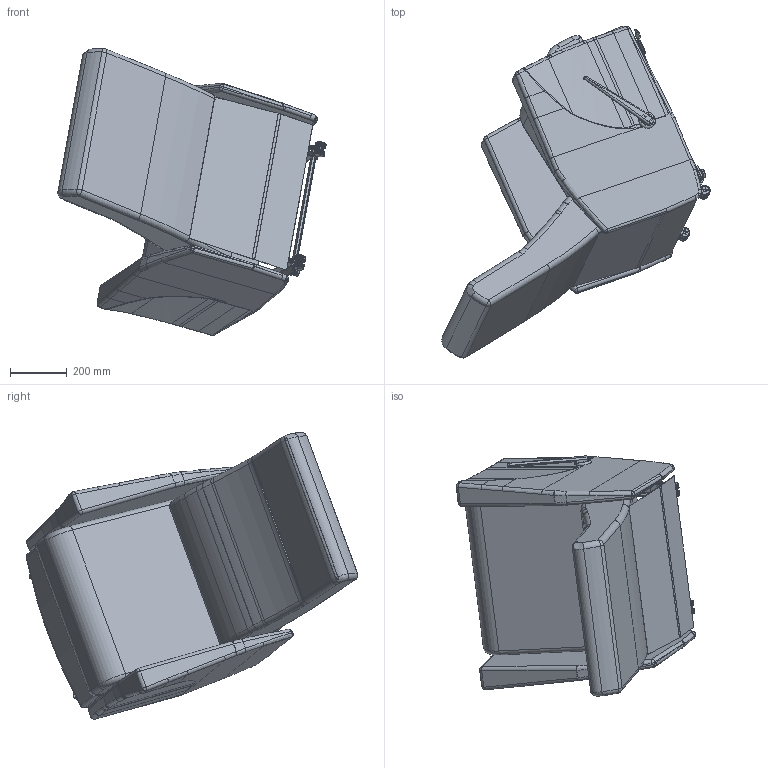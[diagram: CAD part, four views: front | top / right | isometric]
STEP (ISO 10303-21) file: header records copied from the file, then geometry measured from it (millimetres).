
FILE_DESCRIPTION(/* description */ (''),/* implementation_level */ '2;1');
FILE_NAME(/* name */ 'K8004.stp',/* time_stamp */ '2018-06-11T15:06:38-04:00',/* author */ ('emehringer'),/* organization */ (''),/* preprocessor_version */ 'ST-DEVELOPER v16.13',/* originating_system */ 'Autodesk Inventor 2018',/* authorisation */ '');
FILE_SCHEMA (('AUTOMOTIVE_DESIGN { 1 0 10303 214 3 1 1 }'));
Length unit declared in the file: inch
Products named in the file (18): K8004; K9004 ARMS; K9004 SF; K9004 ARMS_MIR; K9004-70; MECH 9004 (generic); WALL RAIL EXT; CAST CAR 37MM; 516-18 X .5 THREADED STEM; 37MM TWIN WHEEL CASTER WHEEL; 5/16X.18 LK NUT; 1304 CASTER PLT; RAILEX-1 18.438 generic; CROC STOP; 3420370000 generic; HANDLE 3/4 BLK; E3010 UBACK FLAP; UBACK R1304A
Assembly tree (24 placements, depth 4):
  K8004
    K9004 ARMS
    K9004 SF
    K9004 ARMS_MIR
    K9004-70
    MECH 9004 (generic)
      WALL RAIL EXT  x2
      CAST CAR 37MM  x2
        516-18 X .5 THREADED STEM
        37MM TWIN WHEEL CASTER WHEEL
      5/16X.18 LK NUT  x2
      1304 CASTER PLT  x2
      RAILEX-1 18.438 generic  x2
      CROC STOP  x2
      3420370000 generic  x2
    HANDLE 3/4 BLK
    E3010 UBACK FLAP
    UBACK R1304A
Bounding box: 942.27 x 1165.9 x 1007.7 mm (x, y, z)
Volume: 153789896.3 mm3; surface area: 4624329.9 mm2
Topology: 27 solids, 29 shells, 1420 faces, 3697 edges, 2333 vertices
Faces by surface type: plane 701, cylinder 430, bspline 189, torus 43, cone 31, sphere 26
Full cylindrical faces by diameter (mm): 5.334 x1, 6.401 x4, 7.112 x4, 7.137 x2, 7.175 x2, 7.874 x4, 7.925 x2, 8.636 x4, 8.89 x10, 9.525 x2, 9.541 x1, 10.16 x4, 10.668 x4, 12.7 x2, 20.498 x2, 37.084 x4, 42.037 x1, 60.325 x1
Entity records: 35780 total; most frequent: CARTESIAN_POINT 12467, ORIENTED_EDGE 4714, DIRECTION 4530, EDGE_CURVE 2347, AXIS2_PLACEMENT_3D 1650, VERTEX_POINT 1491, LINE 1230, VECTOR 1230
